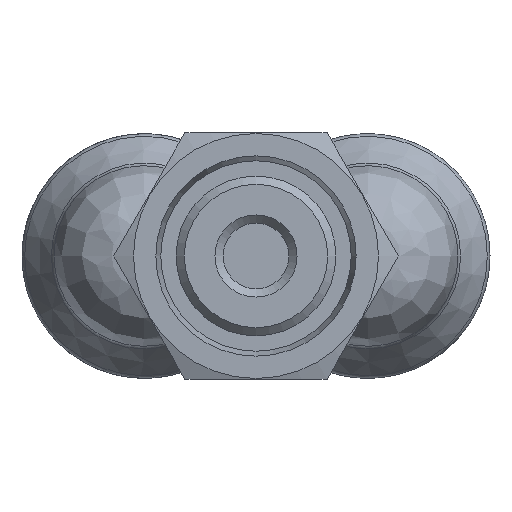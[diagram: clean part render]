
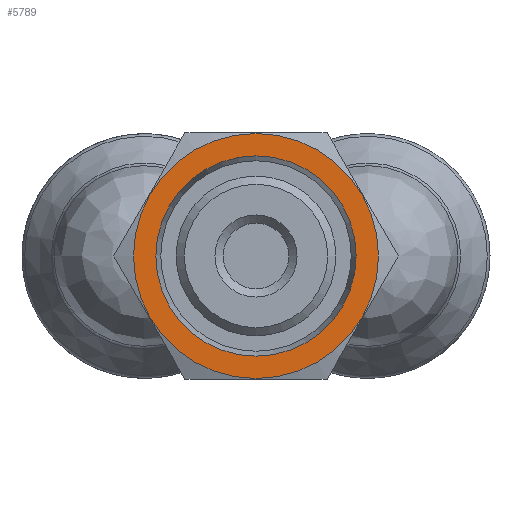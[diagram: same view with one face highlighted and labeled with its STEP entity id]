
A CAD part, front view. The second image highlights one B-rep face of the part: STEP entity #5789.
In plain terms, the highlighted face is planar.
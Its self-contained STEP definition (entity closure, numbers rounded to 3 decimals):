
#5266=CARTESIAN_POINT('',(-19.6,0.0,-6.1));
#5267=VERTEX_POINT('',#5266);
#5268=CARTESIAN_POINT('',(-19.6,0.0,0.0));
#5269=DIRECTION('',(1.0,0.0,0.0));
#5270=DIRECTION('',(0.0,0.0,-1.0));
#5271=AXIS2_PLACEMENT_3D('',#5268,#5269,#5270);
#5272=CIRCLE('',#5271,6.1);
#5273=EDGE_CURVE('',#5267,#5267,#5272,.T.);
#5483=CARTESIAN_POINT('',(-19.6,7.46,0.0));
#5484=VERTEX_POINT('',#5483);
#5485=CARTESIAN_POINT('',(-19.6,0.,0.0));
#5486=DIRECTION('',(-1.0,0.0,0.0));
#5487=DIRECTION('',(0.0,1.0,0.0));
#5488=AXIS2_PLACEMENT_3D('',#5485,#5486,#5487);
#5489=CIRCLE('',#5488,7.46);
#5490=EDGE_CURVE('',#5484,#5484,#5489,.T.);
#5778=CARTESIAN_POINT('',(-19.6,5.8,0.0));
#5779=DIRECTION('',(-1.0,0.0,0.0));
#5780=DIRECTION('',(0.0,0.0,1.0));
#5781=AXIS2_PLACEMENT_3D('',#5778,#5779,#5780);
#5782=PLANE('',#5781);
#5783=ORIENTED_EDGE('',*,*,#5490,.T.);
#5784=EDGE_LOOP('',(#5783));
#5785=FACE_OUTER_BOUND('',#5784,.T.);
#5786=ORIENTED_EDGE('',*,*,#5273,.T.);
#5787=EDGE_LOOP('',(#5786));
#5788=FACE_BOUND('',#5787,.T.);
#5789=ADVANCED_FACE('',(#5785,#5788),#5782,.T.);
